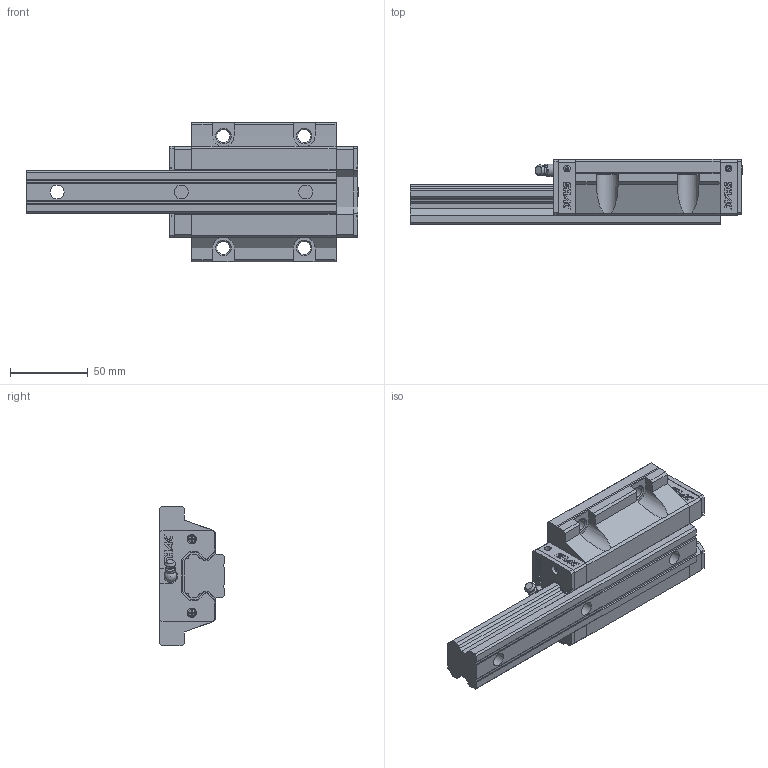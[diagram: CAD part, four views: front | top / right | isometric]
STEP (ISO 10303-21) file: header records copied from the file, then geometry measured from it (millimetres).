
FILE_DESCRIPTION(/* description */ ('STEP AP214'),/* implementation_level */ '2;1');
FILE_NAME(/* name */ 'GHW30HC1R200Z0H-20_20(1_1)',/* time_stamp */ '2025-09-03T13:34:20+02:00',/* author */ ('License CC BY-ND 4.0'),/* organization */ ('CADENAS'),/* preprocessor_version */ 'ST-DEVELOPER v19.3',/* originating_system */ 'PARTsolutions',/* authorisation */ ' ');
FILE_SCHEMA (('AUTOMOTIVE_DESIGN {1 0 10303 214 3 1 1}'));
Length unit declared in the file: millimetre
Products named in the file (8): GHW30HC1R200Z0H-20/20(1_1); GHR30R200H+RC-20/20(1)_RAIL; GHW30HC_SLIDER; GHW30HC_C; GHW30HC_P; GH30_SCREW; GH30_BOLT; GH30-_G
Assembly tree (12 placements, depth 2):
  GHW30HC1R200Z0H-20/20(1_1)
    GHR30R200H+RC-20/20(1)_RAIL
    GHW30HC_SLIDER
    GHW30HC_C  x2
    GHW30HC_P  x2
    GH30_SCREW  x4
    GH30_BOLT
    GH30-_G
Bounding box: 213.64 x 42 x 90 mm (x, y, z)
Volume: 362288.6 mm3; surface area: 78882.7 mm2
Topology: 12 solids, 12 shells, 803 faces, 2134 edges, 1408 vertices
Faces by surface type: plane 652, cylinder 111, cone 24, torus 11, sphere 5
Full cylindrical faces by diameter (mm): 0.576 x4, 3.3 x4, 4.26 x6, 4.5 x1, 4.65 x4, 6 x6, 6.5 x2, 8 x1, 8.2 x1, 8.376 x4, 9 x3, 14 x3
Entity records: 15295 total; most frequent: CARTESIAN_POINT 2739, ORIENTED_EDGE 2538, DIRECTION 2454, EDGE_CURVE 1269, LINE 1046, VECTOR 1046, VERTEX_POINT 863, AXIS2_PLACEMENT_3D 704
